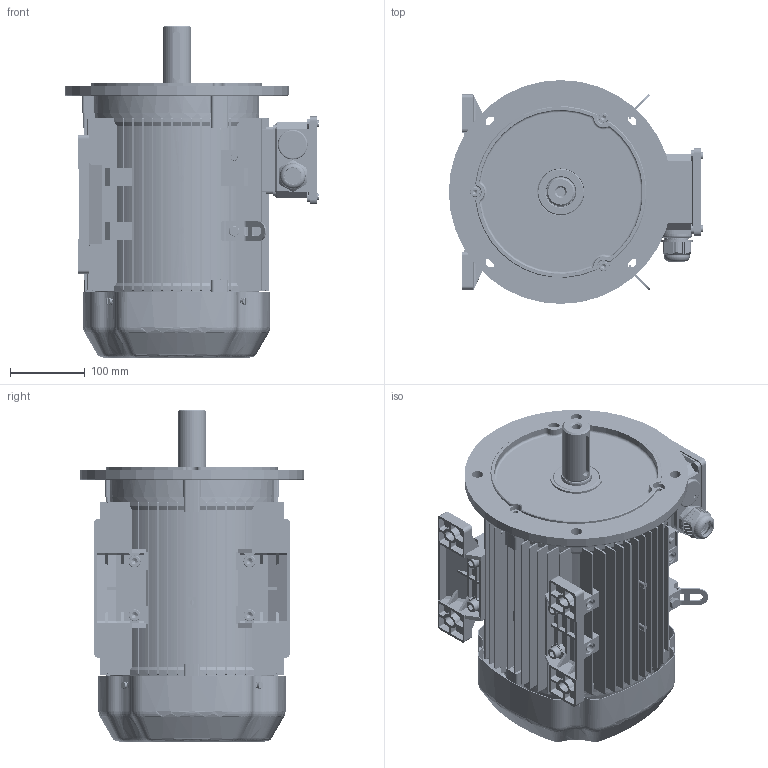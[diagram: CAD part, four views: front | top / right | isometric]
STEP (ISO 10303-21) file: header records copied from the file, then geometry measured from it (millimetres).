
FILE_DESCRIPTION(/* description */ (''),/* implementation_level */ '2;1');
FILE_NAME(/* name */ 'JL3-132S-B35.stp',/* time_stamp */ '2016-06-20T09:11:28+08:00',/* author */ (''),/* organization */ (''),/* preprocessor_version */ 'ST-DEVELOPER v15',/* originating_system */ 'SIEMENS PLM Software NX 8.5',/* authorisation */ '');
FILE_SCHEMA (('AUTOMOTIVE_DESIGN { 1 0 10303 214 3 1 1 1 }'));
Products named in the file (1): pc0EE8206E1ozs
Bounding box: 341 x 300 x 445 mm (x, y, z)
Volume: 3647112.9 mm3; surface area: 1749576.1 mm2
Topology: 59 solids, 59 shells, 5350 faces, 14985 edges, 9886 vertices
Faces by surface type: plane 2751, cylinder 1838, bspline 304, torus 249, cone 206, sphere 2
Full cylindrical faces by diameter (mm): 2 x4, 4.2 x4, 4.48 x9, 4.8 x10, 5 x33, 5.3 x5, 5.8 x14, 6 x1, 7.188 x3, 8 x15, 8.58 x2, 9.1 x3, 10 x27, 10.715 x4, 11 x6, 12 x13, 13 x7, 14.785 x2, 15 x4, 16 x11, 17 x4, 17.785 x4, 18 x12, 22 x1, 26 x4, 27.2 x1, 28.2 x3, 30 x10, 31 x6, 32 x18
Entity records: 225122 total; most frequent: CARTESIAN_POINT 84402, ORIENTED_EDGE 28500, DIRECTION 26375, EDGE_CURVE 14250, VERTEX_POINT 9589, AXIS2_PLACEMENT_3D 9252, LINE 7871, VECTOR 7871
